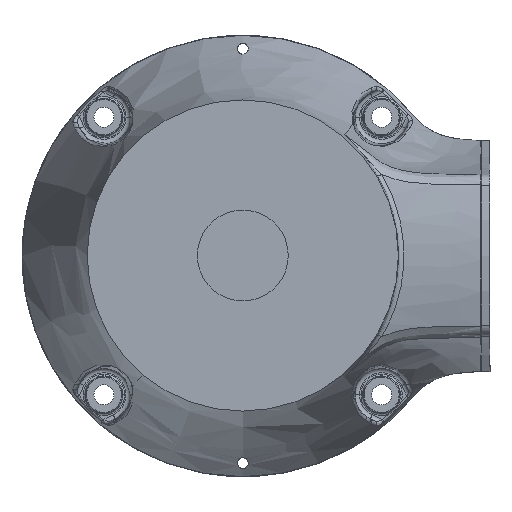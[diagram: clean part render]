
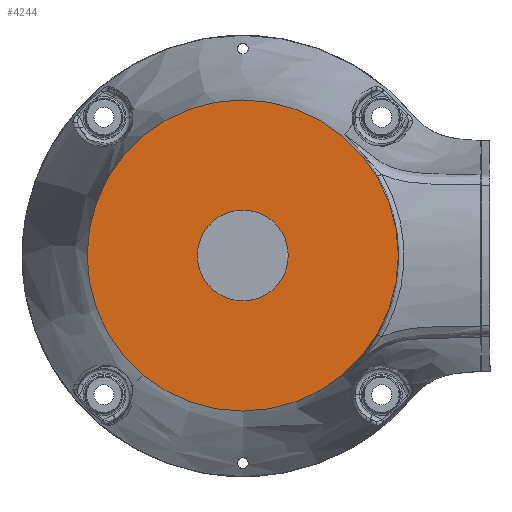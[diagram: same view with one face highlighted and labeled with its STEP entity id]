
A CAD part, top view. The second image highlights one B-rep face of the part: STEP entity #4244.
In plain terms, the highlighted planar face has unit normal (0, 0, 1).
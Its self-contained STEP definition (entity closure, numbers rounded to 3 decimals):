
#224 = DIRECTION ( 'NONE',  ( 0., 0., -1. ) ) ;
#938 = CARTESIAN_POINT ( 'NONE',  ( 0., 0., 0. ) ) ;
#1493 = DIRECTION ( 'NONE',  ( 0., 0., 1. ) ) ;
#1526 = AXIS2_PLACEMENT_3D ( 'NONE', #8231, #2080, #9228 ) ;
#1647 = AXIS2_PLACEMENT_3D ( 'NONE', #8914, #1775, #3607 ) ;
#1706 = CARTESIAN_POINT ( 'NONE',  ( -55.022, -65.573, 0. ) ) ;
#1775 = DIRECTION ( 'NONE',  ( 0., 0., 1. ) ) ;
#2052 = CARTESIAN_POINT ( 'NONE',  ( 90., 0., 0. ) ) ;
#2080 = DIRECTION ( 'NONE',  ( 0., 0., 1. ) ) ;
#2197 = CIRCLE ( 'NONE', #1647, 85.599 ) ;
#2494 = AXIS2_PLACEMENT_3D ( 'NONE', #938, #10928, #4543 ) ;
#2616 = DIRECTION ( 'NONE',  ( 1., 0., 0. ) ) ;
#2636 = ORIENTED_EDGE ( 'NONE', *, *, #11567, .F. ) ;
#2763 = ORIENTED_EDGE ( 'NONE', *, *, #8569, .T. ) ;
#3607 = DIRECTION ( 'NONE',  ( -1., 0., 0. ) ) ;
#4244 = ADVANCED_FACE ( 'NONE', ( #6555, #6437 ), #10861, .F. ) ;
#4543 = DIRECTION ( 'NONE',  ( 1., 0., 0. ) ) ;
#4948 = CIRCLE ( 'NONE', #2494, 25. ) ;
#5324 = CARTESIAN_POINT ( 'NONE',  ( 55.022, 65.573, 0. ) ) ;
#5363 = EDGE_LOOP ( 'NONE', ( #9394, #2763 ) ) ;
#5978 = EDGE_CURVE ( 'NONE', #11096, #9017, #6250, .T. ) ;
#6250 = CIRCLE ( 'NONE', #1526, 85.599 ) ;
#6363 = CIRCLE ( 'NONE', #7666, 25. ) ;
#6437 = FACE_BOUND ( 'NONE', #8361, .T. ) ;
#6555 = FACE_OUTER_BOUND ( 'NONE', #5363, .T. ) ;
#7666 = AXIS2_PLACEMENT_3D ( 'NONE', #10584, #1493, #2616 ) ;
#7817 = ORIENTED_EDGE ( 'NONE', *, *, #7940, .F. ) ;
#7940 = EDGE_CURVE ( 'NONE', #8070, #9933, #6363, .T. ) ;
#8070 = VERTEX_POINT ( 'NONE', #10947 ) ;
#8231 = CARTESIAN_POINT ( 'NONE',  ( 0., 0., 0. ) ) ;
#8361 = EDGE_LOOP ( 'NONE', ( #2636, #7817 ) ) ;
#8569 = EDGE_CURVE ( 'NONE', #9017, #11096, #2197, .T. ) ;
#8762 = AXIS2_PLACEMENT_3D ( 'NONE', #2052, #224, #9254 ) ;
#8914 = CARTESIAN_POINT ( 'NONE',  ( 0., 0., 0. ) ) ;
#9017 = VERTEX_POINT ( 'NONE', #1706 ) ;
#9228 = DIRECTION ( 'NONE',  ( -1., 0., 0. ) ) ;
#9254 = DIRECTION ( 'NONE',  ( 0., 1., 0. ) ) ;
#9394 = ORIENTED_EDGE ( 'NONE', *, *, #5978, .T. ) ;
#9933 = VERTEX_POINT ( 'NONE', #11694 ) ;
#10584 = CARTESIAN_POINT ( 'NONE',  ( 0., 0., 0. ) ) ;
#10861 = PLANE ( 'NONE',  #8762 ) ;
#10928 = DIRECTION ( 'NONE',  ( 0., 0., 1. ) ) ;
#10947 = CARTESIAN_POINT ( 'NONE',  ( -25., 0., 0. ) ) ;
#11096 = VERTEX_POINT ( 'NONE', #5324 ) ;
#11567 = EDGE_CURVE ( 'NONE', #9933, #8070, #4948, .T. ) ;
#11694 = CARTESIAN_POINT ( 'NONE',  ( 25., 0., 0. ) ) ;
